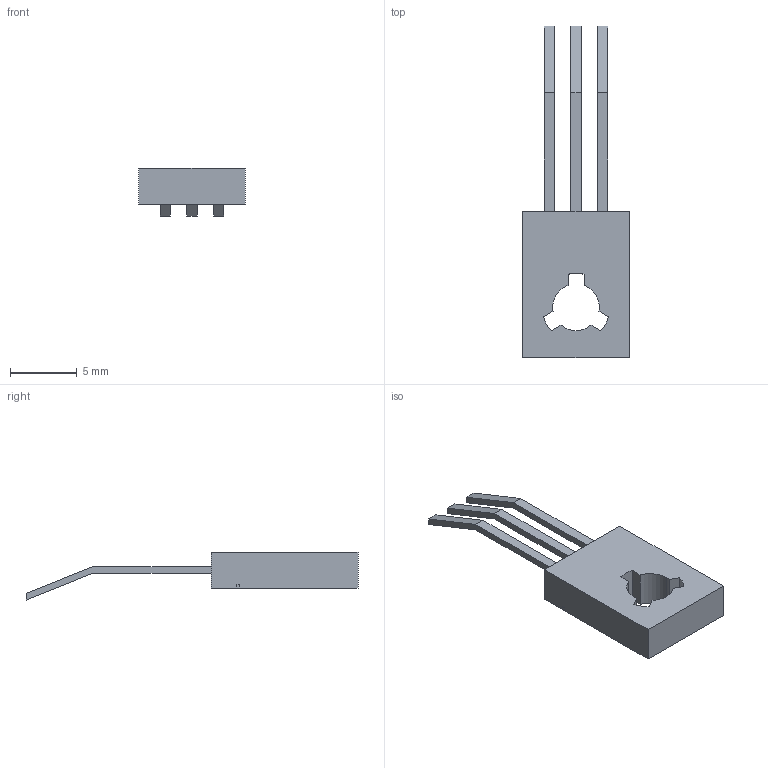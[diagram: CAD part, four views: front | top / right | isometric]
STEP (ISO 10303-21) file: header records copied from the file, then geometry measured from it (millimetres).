
FILE_DESCRIPTION (( 'STEP AP214' ), '1' );
FILE_NAME ('TO-126 (bend).STEP', '2023-02-10T14:11:35', ( '' ), ( '' ), 'SwSTEP 2.0', 'SolidWorks 2021', '' );
FILE_SCHEMA (( 'AUTOMOTIVE_DESIGN' ));
Length unit declared in the file: millimetre
Products named in the file (1): TO-126 (bend)
Bounding box: 8 x 24.9 x 3.6 mm (x, y, z)
Volume: 218.7 mm3; surface area: 413.7 mm2
Topology: 1 solids, 1 shells, 90 faces, 249 edges, 166 vertices
Faces by surface type: plane 60, bspline 23, cylinder 7
Entity records: 5196 total; most frequent: CARTESIAN_POINT 2129, ORIENTED_EDGE 498, DIRECTION 353, EDGE_CURVE 249, VECTOR 189, LINE 189, VERTEX_POINT 166, EDGE_LOOP 97
